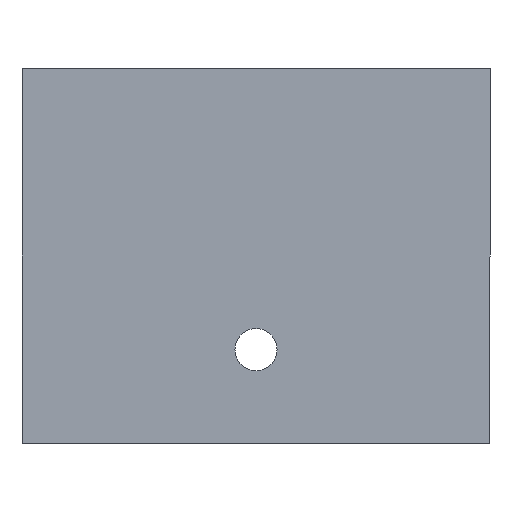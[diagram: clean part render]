
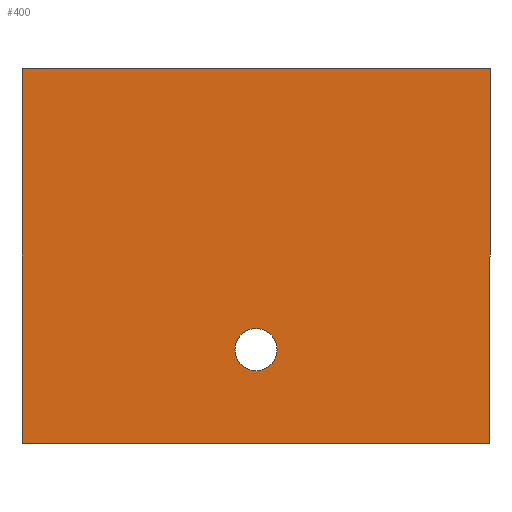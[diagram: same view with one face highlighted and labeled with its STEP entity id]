
A CAD part, front view. The second image highlights one B-rep face of the part: STEP entity #400.
In plain terms, the highlighted planar face has unit normal (0, -1, 0).
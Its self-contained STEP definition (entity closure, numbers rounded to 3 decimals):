
#36 = CARTESIAN_POINT ( 'NONE',  ( 0., 0., -200. ) ) ;
#98 = CARTESIAN_POINT ( 'NONE',  ( 500., 0., -400. ) ) ;
#99 = AXIS2_PLACEMENT_3D ( 'NONE', #167, #461, #598 ) ;
#112 = AXIS2_PLACEMENT_3D ( 'NONE', #198, #622, #401 ) ;
#150 = VERTEX_POINT ( 'NONE', #530 ) ;
#158 = DIRECTION ( 'NONE',  ( 0., 0., 1. ) ) ;
#167 = CARTESIAN_POINT ( 'NONE',  ( -500., 0., 400. ) ) ;
#169 = CARTESIAN_POINT ( 'NONE',  ( -500., 0., -400. ) ) ;
#170 = CARTESIAN_POINT ( 'NONE',  ( 0., 0., -155. ) ) ;
#178 = EDGE_CURVE ( 'NONE', #567, #353, #468, .T. ) ;
#186 = ORIENTED_EDGE ( 'NONE', *, *, #234, .F. ) ;
#198 = CARTESIAN_POINT ( 'NONE',  ( 0., 0., -200. ) ) ;
#229 = CARTESIAN_POINT ( 'NONE',  ( -500., 0., -400. ) ) ;
#234 = EDGE_CURVE ( 'NONE', #150, #348, #750, .T. ) ;
#242 = EDGE_LOOP ( 'NONE', ( #604, #456, #610, #186 ) ) ;
#261 = EDGE_CURVE ( 'NONE', #353, #567, #807, .T. ) ;
#267 = ORIENTED_EDGE ( 'NONE', *, *, #178, .T. ) ;
#328 = LINE ( 'NONE', #98, #766 ) ;
#348 = VERTEX_POINT ( 'NONE', #637 ) ;
#353 = VERTEX_POINT ( 'NONE', #170 ) ;
#371 = FACE_BOUND ( 'NONE', #674, .T. ) ;
#373 = EDGE_CURVE ( 'NONE', #348, #405, #328, .T. ) ;
#388 = EDGE_CURVE ( 'NONE', #405, #1014, #551, .T. ) ;
#394 = CARTESIAN_POINT ( 'NONE',  ( -500., 0., -400. ) ) ;
#400 = ADVANCED_FACE ( 'NONE', ( #371, #944 ), #614, .F. ) ;
#401 = DIRECTION ( 'NONE',  ( 0., 0., 1. ) ) ;
#405 = VERTEX_POINT ( 'NONE', #904 ) ;
#435 = CARTESIAN_POINT ( 'NONE',  ( -500., 0., 400. ) ) ;
#456 = ORIENTED_EDGE ( 'NONE', *, *, #388, .F. ) ;
#461 = DIRECTION ( 'NONE',  ( 0., 1., 0. ) ) ;
#468 = CIRCLE ( 'NONE', #112, 45. ) ;
#486 = DIRECTION ( 'NONE',  ( 0., 0., 1. ) ) ;
#530 = CARTESIAN_POINT ( 'NONE',  ( -500., 0., 400. ) ) ;
#551 = LINE ( 'NONE', #394, #868 ) ;
#552 = EDGE_CURVE ( 'NONE', #1014, #150, #555, .T. ) ;
#555 = LINE ( 'NONE', #229, #951 ) ;
#567 = VERTEX_POINT ( 'NONE', #877 ) ;
#597 = VECTOR ( 'NONE', #938, 1000. ) ;
#598 = DIRECTION ( 'NONE',  ( 0., 0., 1. ) ) ;
#604 = ORIENTED_EDGE ( 'NONE', *, *, #552, .F. ) ;
#610 = ORIENTED_EDGE ( 'NONE', *, *, #373, .F. ) ;
#614 = PLANE ( 'NONE',  #99 ) ;
#622 = DIRECTION ( 'NONE',  ( 0., 1., 0. ) ) ;
#637 = CARTESIAN_POINT ( 'NONE',  ( 500., 0., 400. ) ) ;
#662 = DIRECTION ( 'NONE',  ( 0., 0., -1. ) ) ;
#674 = EDGE_LOOP ( 'NONE', ( #680, #267 ) ) ;
#680 = ORIENTED_EDGE ( 'NONE', *, *, #261, .T. ) ;
#712 = DIRECTION ( 'NONE',  ( 0., 1., 0. ) ) ;
#750 = LINE ( 'NONE', #435, #597 ) ;
#753 = AXIS2_PLACEMENT_3D ( 'NONE', #36, #712, #486 ) ;
#766 = VECTOR ( 'NONE', #662, 1000. ) ;
#807 = CIRCLE ( 'NONE', #753, 45. ) ;
#818 = DIRECTION ( 'NONE',  ( -1., 0., 0. ) ) ;
#868 = VECTOR ( 'NONE', #818, 1000. ) ;
#877 = CARTESIAN_POINT ( 'NONE',  ( 0., 0., -245. ) ) ;
#904 = CARTESIAN_POINT ( 'NONE',  ( 500., 0., -400. ) ) ;
#938 = DIRECTION ( 'NONE',  ( 1., 0., 0. ) ) ;
#944 = FACE_OUTER_BOUND ( 'NONE', #242, .T. ) ;
#951 = VECTOR ( 'NONE', #158, 1000. ) ;
#1014 = VERTEX_POINT ( 'NONE', #169 ) ;
